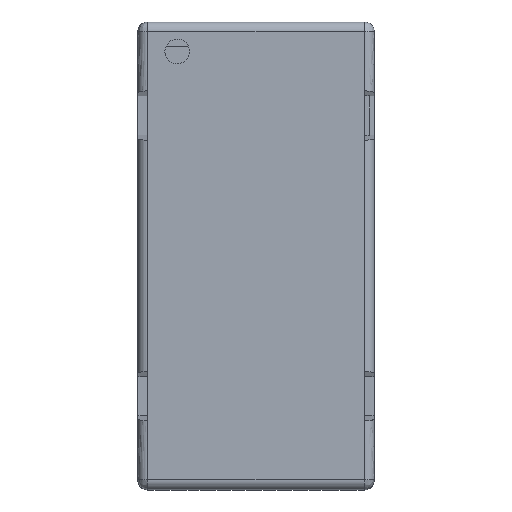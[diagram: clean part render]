
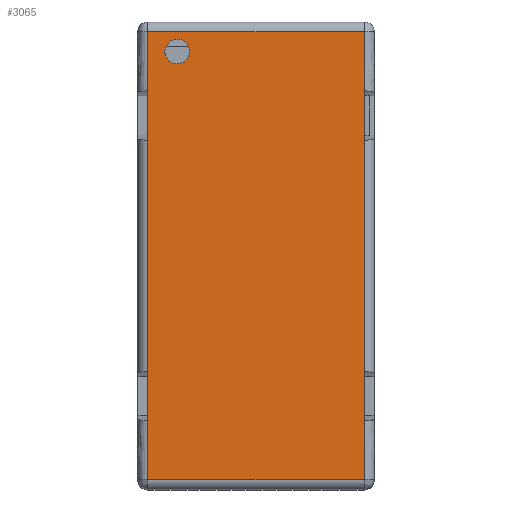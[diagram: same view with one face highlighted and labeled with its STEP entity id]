
A CAD part, top view. The second image highlights one B-rep face of the part: STEP entity #3065.
In plain terms, the highlighted free-form (B-spline) face has degree [1, 1] with [2, 2] control points.
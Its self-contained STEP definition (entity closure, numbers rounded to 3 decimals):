
#2769 = VERTEX_POINT('',#2770);
#2770 = CARTESIAN_POINT('',(14.16,15.125,
    13.001));
#2804 = VERTEX_POINT('',#2805);
#2805 = CARTESIAN_POINT('',(14.16,21.562,
    13.001));
#2855 = EDGE_CURVE('',#2769,#2804,#2856,.T.);
#2856 = B_SPLINE_CURVE_WITH_KNOTS('',1,(#2857,#2858),.UNSPECIFIED.,.F.,
  .F.,(2,2),(11.75,16.75),.PIECEWISE_BEZIER_KNOTS.);
#2857 = CARTESIAN_POINT('',(14.16,15.125,
    13.001));
#2858 = CARTESIAN_POINT('',(14.16,21.562,
    13.001));
#2908 = VERTEX_POINT('',#2909);
#2909 = CARTESIAN_POINT('',(14.16,-15.125,
    13.001));
#2956 = VERTEX_POINT('',#2957);
#2957 = CARTESIAN_POINT('',(14.16,-21.562,
    13.001));
#3007 = EDGE_CURVE('',#2956,#2908,#3008,.T.);
#3008 = B_SPLINE_CURVE_WITH_KNOTS('',1,(#3009,#3010),.UNSPECIFIED.,.F.,
  .F.,(2,2),(-16.75,-11.75),.PIECEWISE_BEZIER_KNOTS.);
#3009 = CARTESIAN_POINT('',(14.16,-21.562,
    13.001));
#3010 = CARTESIAN_POINT('',(14.16,-15.125,
    13.001));
#3021 = EDGE_CURVE('',#3022,#3024,#3026,.T.);
#3022 = VERTEX_POINT('',#3023);
#3023 = CARTESIAN_POINT('',(-10.298,25.102,
    13.001));
#3024 = VERTEX_POINT('',#3025);
#3025 = CARTESIAN_POINT('',(-10.298,28.32,
    13.001));
#3026 = ( BOUNDED_CURVE() B_SPLINE_CURVE(2,(#3027,#3028,#3029,#3030,
#3031),.UNSPECIFIED.,.F.,.F.) B_SPLINE_CURVE_WITH_KNOTS((3,2,3),(
    1.571,3.142,4.712),
.PIECEWISE_BEZIER_KNOTS.) CURVE() GEOMETRIC_REPRESENTATION_ITEM() 
RATIONAL_B_SPLINE_CURVE((1.,0.707,1.,0.707,1.)) 
REPRESENTATION_ITEM('') );
#3027 = CARTESIAN_POINT('',(-10.298,25.102,
    13.001));
#3028 = CARTESIAN_POINT('',(-11.907,25.102,
    13.001));
#3029 = CARTESIAN_POINT('',(-11.907,26.711,
    13.001));
#3030 = CARTESIAN_POINT('',(-11.907,28.32,
    13.001));
#3031 = CARTESIAN_POINT('',(-10.298,28.32,
    13.001));
#3065 = ADVANCED_FACE('',(#3066,#3136),#3147,.F.);
#3066 = FACE_BOUND('',#3067,.T.);
#3067 = EDGE_LOOP('',(#3068,#3075,#3076,#3081,#3082,#3089,#3096,#3103,
    #3110,#3117,#3124,#3131));
#3068 = ORIENTED_EDGE('',*,*,#3069,.T.);
#3069 = EDGE_CURVE('',#3070,#2956,#3072,.T.);
#3070 = VERTEX_POINT('',#3071);
#3071 = CARTESIAN_POINT('',(14.16,-29.285,
    13.001));
#3072 = B_SPLINE_CURVE_WITH_KNOTS('',1,(#3073,#3074),.UNSPECIFIED.,.F.,
  .F.,(2,2),(-3.,3.),.PIECEWISE_BEZIER_KNOTS.);
#3073 = CARTESIAN_POINT('',(14.16,-29.285,
    13.001));
#3074 = CARTESIAN_POINT('',(14.16,-21.562,
    13.001));
#3075 = ORIENTED_EDGE('',*,*,#3007,.T.);
#3076 = ORIENTED_EDGE('',*,*,#3077,.T.);
#3077 = EDGE_CURVE('',#2908,#2769,#3078,.T.);
#3078 = B_SPLINE_CURVE_WITH_KNOTS('',1,(#3079,#3080),.UNSPECIFIED.,.F.,
  .F.,(2,2),(-11.75,11.75),.PIECEWISE_BEZIER_KNOTS.);
#3079 = CARTESIAN_POINT('',(14.16,-15.125,
    13.001));
#3080 = CARTESIAN_POINT('',(14.16,15.125,
    13.001));
#3081 = ORIENTED_EDGE('',*,*,#2855,.T.);
#3082 = ORIENTED_EDGE('',*,*,#3083,.T.);
#3083 = EDGE_CURVE('',#2804,#3084,#3086,.T.);
#3084 = VERTEX_POINT('',#3085);
#3085 = CARTESIAN_POINT('',(14.16,29.285,
    13.001));
#3086 = B_SPLINE_CURVE_WITH_KNOTS('',1,(#3087,#3088),.UNSPECIFIED.,.F.,
  .F.,(2,2),(-3.,3.),.PIECEWISE_BEZIER_KNOTS.);
#3087 = CARTESIAN_POINT('',(14.16,21.562,
    13.001));
#3088 = CARTESIAN_POINT('',(14.16,29.285,
    13.001));
#3089 = ORIENTED_EDGE('',*,*,#3090,.F.);
#3090 = EDGE_CURVE('',#3091,#3084,#3093,.T.);
#3091 = VERTEX_POINT('',#3092);
#3092 = CARTESIAN_POINT('',(-14.16,29.285,
    13.001));
#3093 = B_SPLINE_CURVE_WITH_KNOTS('',1,(#3094,#3095),.UNSPECIFIED.,.F.,
  .F.,(2,2),(-11.,11.),.PIECEWISE_BEZIER_KNOTS.);
#3094 = CARTESIAN_POINT('',(-14.16,29.285,
    13.001));
#3095 = CARTESIAN_POINT('',(14.16,29.285,
    13.001));
#3096 = ORIENTED_EDGE('',*,*,#3097,.T.);
#3097 = EDGE_CURVE('',#3091,#3098,#3100,.T.);
#3098 = VERTEX_POINT('',#3099);
#3099 = CARTESIAN_POINT('',(-14.16,21.562,
    13.001));
#3100 = B_SPLINE_CURVE_WITH_KNOTS('',1,(#3101,#3102),.UNSPECIFIED.,.F.,
  .F.,(2,2),(-3.,3.),.PIECEWISE_BEZIER_KNOTS.);
#3101 = CARTESIAN_POINT('',(-14.16,29.285,
    13.001));
#3102 = CARTESIAN_POINT('',(-14.16,21.562,
    13.001));
#3103 = ORIENTED_EDGE('',*,*,#3104,.T.);
#3104 = EDGE_CURVE('',#3098,#3105,#3107,.T.);
#3105 = VERTEX_POINT('',#3106);
#3106 = CARTESIAN_POINT('',(-14.16,15.125,
    13.001));
#3107 = B_SPLINE_CURVE_WITH_KNOTS('',1,(#3108,#3109),.UNSPECIFIED.,.F.,
  .F.,(2,2),(-2.5,2.5),.PIECEWISE_BEZIER_KNOTS.);
#3108 = CARTESIAN_POINT('',(-14.16,21.562,
    13.001));
#3109 = CARTESIAN_POINT('',(-14.16,15.125,
    13.001));
#3110 = ORIENTED_EDGE('',*,*,#3111,.T.);
#3111 = EDGE_CURVE('',#3105,#3112,#3114,.T.);
#3112 = VERTEX_POINT('',#3113);
#3113 = CARTESIAN_POINT('',(-14.16,-15.125,
    13.001));
#3114 = B_SPLINE_CURVE_WITH_KNOTS('',1,(#3115,#3116),.UNSPECIFIED.,.F.,
  .F.,(2,2),(-11.75,11.75),.PIECEWISE_BEZIER_KNOTS.);
#3115 = CARTESIAN_POINT('',(-14.16,15.125,
    13.001));
#3116 = CARTESIAN_POINT('',(-14.16,-15.125,
    13.001));
#3117 = ORIENTED_EDGE('',*,*,#3118,.T.);
#3118 = EDGE_CURVE('',#3112,#3119,#3121,.T.);
#3119 = VERTEX_POINT('',#3120);
#3120 = CARTESIAN_POINT('',(-14.16,-21.562,
    13.001));
#3121 = B_SPLINE_CURVE_WITH_KNOTS('',1,(#3122,#3123),.UNSPECIFIED.,.F.,
  .F.,(2,2),(-2.5,2.5),.PIECEWISE_BEZIER_KNOTS.);
#3122 = CARTESIAN_POINT('',(-14.16,-15.125,
    13.001));
#3123 = CARTESIAN_POINT('',(-14.16,-21.562,
    13.001));
#3124 = ORIENTED_EDGE('',*,*,#3125,.T.);
#3125 = EDGE_CURVE('',#3119,#3126,#3128,.T.);
#3126 = VERTEX_POINT('',#3127);
#3127 = CARTESIAN_POINT('',(-14.16,-29.285,
    13.001));
#3128 = B_SPLINE_CURVE_WITH_KNOTS('',1,(#3129,#3130),.UNSPECIFIED.,.F.,
  .F.,(2,2),(-3.,3.),.PIECEWISE_BEZIER_KNOTS.);
#3129 = CARTESIAN_POINT('',(-14.16,-21.562,
    13.001));
#3130 = CARTESIAN_POINT('',(-14.16,-29.285,
    13.001));
#3131 = ORIENTED_EDGE('',*,*,#3132,.F.);
#3132 = EDGE_CURVE('',#3070,#3126,#3133,.T.);
#3133 = B_SPLINE_CURVE_WITH_KNOTS('',1,(#3134,#3135),.UNSPECIFIED.,.F.,
  .F.,(2,2),(-11.,11.),.PIECEWISE_BEZIER_KNOTS.);
#3134 = CARTESIAN_POINT('',(14.16,-29.285,
    13.001));
#3135 = CARTESIAN_POINT('',(-14.16,-29.285,
    13.001));
#3136 = FACE_BOUND('',#3137,.T.);
#3137 = EDGE_LOOP('',(#3138,#3139));
#3138 = ORIENTED_EDGE('',*,*,#3021,.T.);
#3139 = ORIENTED_EDGE('',*,*,#3140,.T.);
#3140 = EDGE_CURVE('',#3024,#3022,#3141,.T.);
#3141 = ( BOUNDED_CURVE() B_SPLINE_CURVE(2,(#3142,#3143,#3144,#3145,
#3146),.UNSPECIFIED.,.F.,.F.) B_SPLINE_CURVE_WITH_KNOTS((3,2,3),(
    4.712,6.283,7.854),
.PIECEWISE_BEZIER_KNOTS.) CURVE() GEOMETRIC_REPRESENTATION_ITEM() 
RATIONAL_B_SPLINE_CURVE((1.,0.707,1.,0.707,1.)) 
REPRESENTATION_ITEM('') );
#3142 = CARTESIAN_POINT('',(-10.298,28.32,
    13.001));
#3143 = CARTESIAN_POINT('',(-8.689,28.32,
    13.001));
#3144 = CARTESIAN_POINT('',(-8.689,26.711,
    13.001));
#3145 = CARTESIAN_POINT('',(-8.689,25.102,
    13.001));
#3146 = CARTESIAN_POINT('',(-10.298,25.102,
    13.001));
#3147 = B_SPLINE_SURFACE_WITH_KNOTS('',1,1,(
    (#3148,#3149)
    ,(#3150,#3151
  )),.UNSPECIFIED.,.F.,.F.,.F.,(2,2),(2,2),(-22.75,22.75),(-11.,11.),
  .PIECEWISE_BEZIER_KNOTS.);
#3148 = CARTESIAN_POINT('',(-14.16,-29.285,
    13.001));
#3149 = CARTESIAN_POINT('',(14.16,-29.285,
    13.001));
#3150 = CARTESIAN_POINT('',(-14.16,29.285,
    13.001));
#3151 = CARTESIAN_POINT('',(14.16,29.285,
    13.001));
